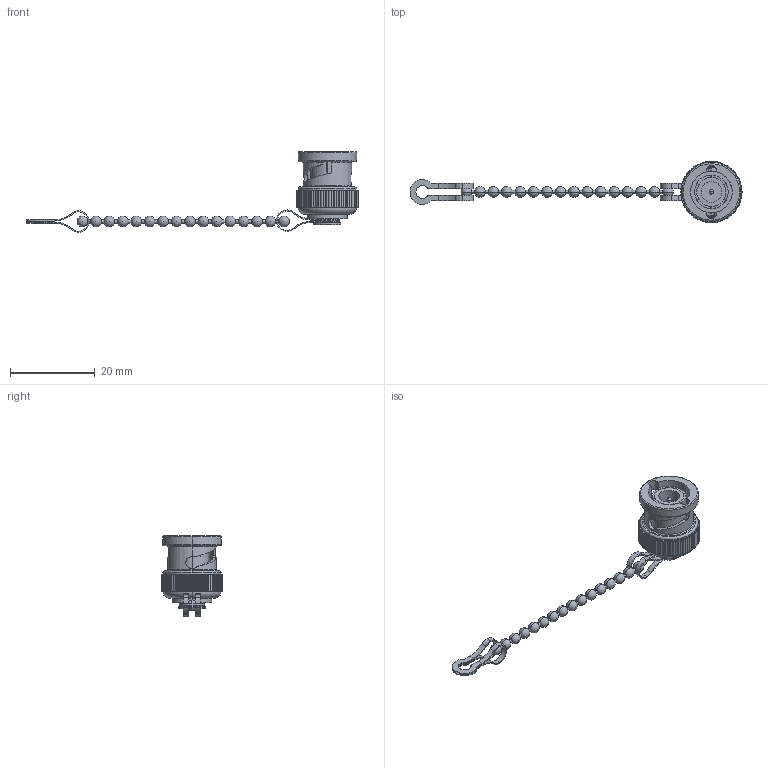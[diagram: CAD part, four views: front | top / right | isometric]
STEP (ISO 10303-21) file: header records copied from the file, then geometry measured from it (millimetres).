
FILE_DESCRIPTION (( 'STEP AP214' ), '1' );
FILE_NAME ('USP-PCB_3D.step', '2024-11-15T21:14:26', ( '' ), ( '' ), 'SwSTEP 2.0', 'SolidWorks 2022', '' );
FILE_SCHEMA (( 'AUTOMOTIVE_DESIGN' ));
Length unit declared in the file: inch
Products named in the file (4): USP-PCB_3D; USP-PCB-MA1; USP-PCB-MA2; USP-PCB_with flange
Assembly tree (4 placements, depth 2):
  USP-PCB_3D
    USP-PCB_with flange
    USP-PCB-MA1  x2
    USP-PCB-MA2
Bounding box: 78.5 x 14.48 x 19.05 mm (x, y, z)
Volume: 1653.8 mm3; surface area: 2725 mm2
Topology: 4 solids, 4 shells, 483 faces, 1459 edges, 953 vertices
Faces by surface type: cylinder 236, plane 192, sphere 34, torus 13, bspline 8
Entity records: 15989 total; most frequent: CARTESIAN_POINT 3474, DIRECTION 2547, ORIENTED_EDGE 2522, EDGE_CURVE 1261, AXIS2_PLACEMENT_3D 917, VERTEX_POINT 822, LINE 713, VECTOR 713
